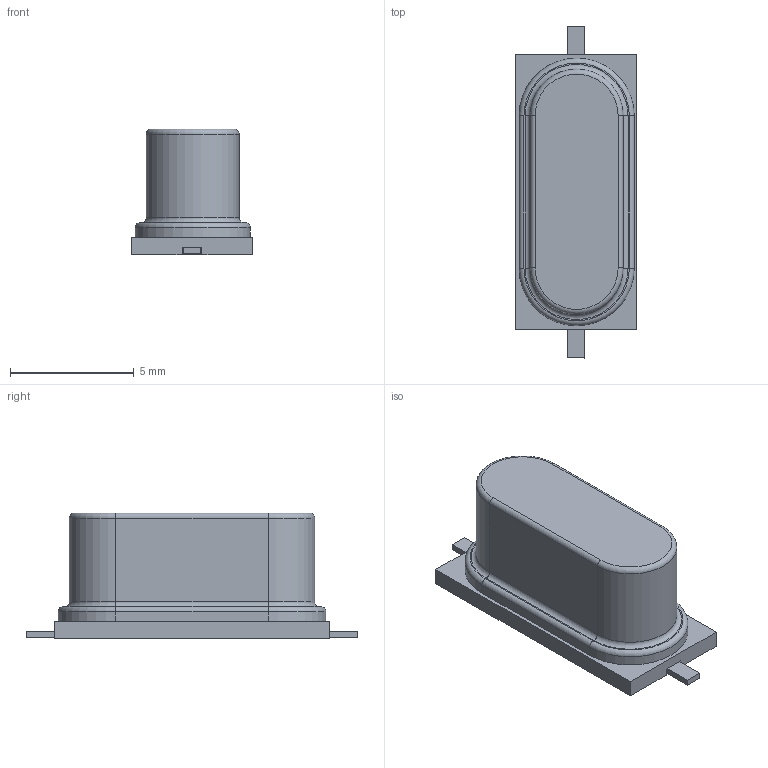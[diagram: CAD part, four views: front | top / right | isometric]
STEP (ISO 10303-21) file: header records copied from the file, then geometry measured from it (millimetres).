
FILE_DESCRIPTION (( 'STEP AP214' ), '1' );
FILE_NAME ('HCDEFAU03074209309.step', '2006-03-07T09:20:12', ( 'SysAdmin' ), ( 'SolidWorks' ), 'SwSTEP 2.0', 'SolidWorks 2006032', '' );
FILE_SCHEMA (( 'AUTOMOTIVE_DESIGN' ));
Length unit declared in the file: millimetre
Products named in the file (1): HCDEFAU03074209309
Bounding box: 4.9 x 13.4 x 5.08 mm (x, y, z)
Volume: 194 mm3; surface area: 244 mm2
Topology: 1 solids, 1 shells, 50 faces, 122 edges, 76 vertices
Faces by surface type: plane 32, cylinder 12, torus 6
Entity records: 1625 total; most frequent: DIRECTION 254, CARTESIAN_POINT 249, ORIENTED_EDGE 244, EDGE_CURVE 122, VECTOR 92, LINE 92, AXIS2_PLACEMENT_3D 81, VERTEX_POINT 76
